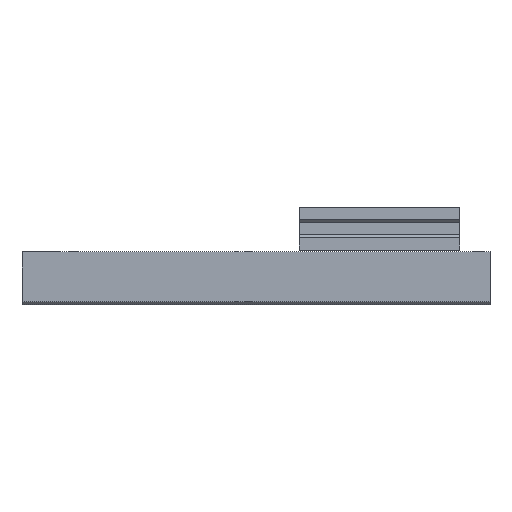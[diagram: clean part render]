
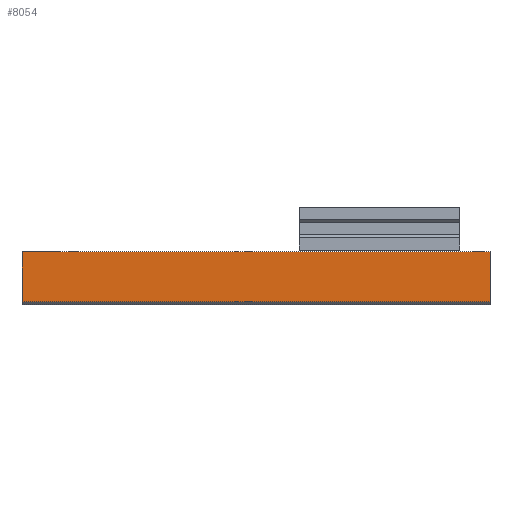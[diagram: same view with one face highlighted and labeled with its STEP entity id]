
A CAD part, left-side view. The second image highlights one B-rep face of the part: STEP entity #8054.
In plain terms, the highlighted planar face has unit normal (-1, 0, 0).
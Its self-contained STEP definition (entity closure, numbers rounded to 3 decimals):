
#7644=CARTESIAN_POINT('',(-0.,163.,10.086));
#7645=VERTEX_POINT('',#7644);
#7652=CARTESIAN_POINT('',(-0.,163.,27.5));
#7653=VERTEX_POINT('',#7652);
#7654=CARTESIAN_POINT('',(-0.,163.,10.086));
#7655=DIRECTION('',(0.,0.,1.));
#7656=VECTOR('',#7655,17.414);
#7657=LINE('',#7654,#7656);
#7658=EDGE_CURVE('',#7645,#7653,#7657,.T.);
#8024=CARTESIAN_POINT('',(0.,118.,23.915));
#8025=DIRECTION('',(-1.,-0.,0.));
#8026=DIRECTION('',(0.,0.,-1.));
#8027=AXIS2_PLACEMENT_3D('',#8024,#8025,#8026);
#8028=PLANE('',#8027);
#8029=ORIENTED_EDGE('',*,*,#7658,.F.);
#8030=CARTESIAN_POINT('',(-0.,0.,10.086));
#8031=VERTEX_POINT('',#8030);
#8032=CARTESIAN_POINT('',(0.,163.,10.086));
#8033=DIRECTION('',(0.,-1.,0.));
#8034=VECTOR('',#8033,163.);
#8035=LINE('',#8032,#8034);
#8036=EDGE_CURVE('',#7645,#8031,#8035,.T.);
#8037=ORIENTED_EDGE('',*,*,#8036,.T.);
#8038=CARTESIAN_POINT('',(-0.,0.,27.5));
#8039=VERTEX_POINT('',#8038);
#8040=CARTESIAN_POINT('',(-0.,0.,10.086));
#8041=DIRECTION('',(0.,0.,1.));
#8042=VECTOR('',#8041,17.414);
#8043=LINE('',#8040,#8042);
#8044=EDGE_CURVE('',#8031,#8039,#8043,.T.);
#8045=ORIENTED_EDGE('',*,*,#8044,.T.);
#8046=CARTESIAN_POINT('',(-0.,0.,27.5));
#8047=DIRECTION('',(-0.,1.,0.));
#8048=VECTOR('',#8047,163.);
#8049=LINE('',#8046,#8048);
#8050=EDGE_CURVE('',#8039,#7653,#8049,.T.);
#8051=ORIENTED_EDGE('',*,*,#8050,.T.);
#8052=EDGE_LOOP('',(#8029,#8037,#8045,#8051));
#8053=FACE_BOUND('',#8052,.T.);
#8054=ADVANCED_FACE('',(#8053),#8028,.T.);
